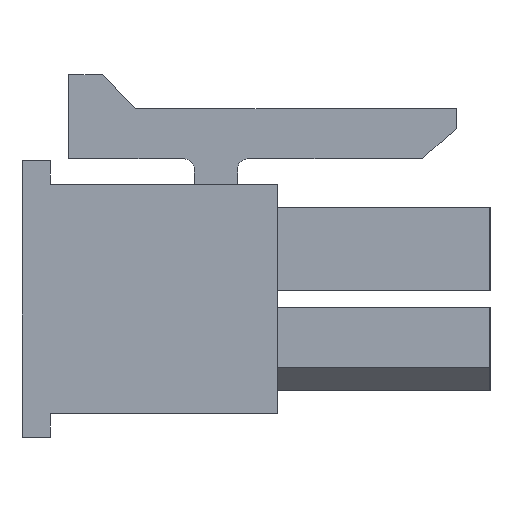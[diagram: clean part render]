
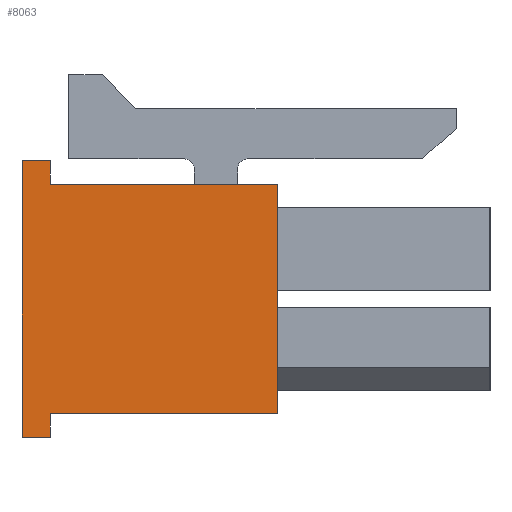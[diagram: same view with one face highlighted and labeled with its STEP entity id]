
A CAD part, left-side view. The second image highlights one B-rep face of the part: STEP entity #8063.
In plain terms, the highlighted planar face has unit normal (-1, 0, 0).
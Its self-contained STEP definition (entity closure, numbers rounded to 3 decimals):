
#7100=CARTESIAN_POINT('',(-4.93,-4.,1.93));
#7101=VERTEX_POINT('',#7100);
#7150=CARTESIAN_POINT('',(-4.93,2.8,1.93));
#7151=VERTEX_POINT('',#7150);
#7158=CARTESIAN_POINT('',(-4.93,2.8,1.93));
#7159=DIRECTION('',(0.,-1.,0.));
#7160=VECTOR('',#7159,6.8);
#7161=LINE('',#7158,#7160);
#7162=EDGE_CURVE('',#7151,#7101,#7161,.T.);
#7316=CARTESIAN_POINT('',(-4.93,3.65,-5.64));
#7317=VERTEX_POINT('',#7316);
#7324=CARTESIAN_POINT('',(-4.93,3.65,2.64));
#7325=VERTEX_POINT('',#7324);
#7326=CARTESIAN_POINT('',(-4.93,3.65,-5.64));
#7327=DIRECTION('',(0.,0.,1.));
#7328=VECTOR('',#7327,8.28);
#7329=LINE('',#7326,#7328);
#7330=EDGE_CURVE('',#7317,#7325,#7329,.T.);
#7998=CARTESIAN_POINT('',(-4.93,2.8,2.64));
#7999=VERTEX_POINT('',#7998);
#8000=CARTESIAN_POINT('',(-4.93,2.8,2.64));
#8001=DIRECTION('',(0.,0.,-1.));
#8002=VECTOR('',#8001,0.71);
#8003=LINE('',#8000,#8002);
#8004=EDGE_CURVE('',#7999,#7151,#8003,.T.);
#8017=CARTESIAN_POINT('',(-4.93,-0.175,-1.5));
#8018=DIRECTION('',(0.,0.,-1.));
#8019=DIRECTION('',(-1.,-0.,-0.));
#8020=AXIS2_PLACEMENT_3D('',#8017,#8019,#8018);
#8021=PLANE('',#8020);
#8022=CARTESIAN_POINT('',(-4.93,-4.,-4.93));
#8023=VERTEX_POINT('',#8022);
#8024=CARTESIAN_POINT('',(-4.93,-4.,-4.93));
#8025=DIRECTION('',(0.,0.,1.));
#8026=VECTOR('',#8025,6.86);
#8027=LINE('',#8024,#8026);
#8028=EDGE_CURVE('',#8023,#7101,#8027,.T.);
#8029=ORIENTED_EDGE('',*,*,#8028,.T.);
#8030=ORIENTED_EDGE('',*,*,#7162,.F.);
#8031=ORIENTED_EDGE('',*,*,#8004,.F.);
#8032=CARTESIAN_POINT('',(-4.93,2.8,2.64));
#8033=DIRECTION('',(0.,1.,0.));
#8034=VECTOR('',#8033,0.85);
#8035=LINE('',#8032,#8034);
#8036=EDGE_CURVE('',#7999,#7325,#8035,.T.);
#8037=ORIENTED_EDGE('',*,*,#8036,.T.);
#8038=ORIENTED_EDGE('',*,*,#7330,.F.);
#8039=CARTESIAN_POINT('',(-4.93,2.8,-5.64));
#8040=VERTEX_POINT('',#8039);
#8041=CARTESIAN_POINT('',(-4.93,3.65,-5.64));
#8042=DIRECTION('',(0.,-1.,0.));
#8043=VECTOR('',#8042,0.85);
#8044=LINE('',#8041,#8043);
#8045=EDGE_CURVE('',#7317,#8040,#8044,.T.);
#8046=ORIENTED_EDGE('',*,*,#8045,.T.);
#8047=CARTESIAN_POINT('',(-4.93,2.8,-4.93));
#8048=VERTEX_POINT('',#8047);
#8049=CARTESIAN_POINT('',(-4.93,2.8,-5.64));
#8050=DIRECTION('',(0.,0.,1.));
#8051=VECTOR('',#8050,0.71);
#8052=LINE('',#8049,#8051);
#8053=EDGE_CURVE('',#8040,#8048,#8052,.T.);
#8054=ORIENTED_EDGE('',*,*,#8053,.T.);
#8055=CARTESIAN_POINT('',(-4.93,2.8,-4.93));
#8056=DIRECTION('',(0.,-1.,0.));
#8057=VECTOR('',#8056,6.8);
#8058=LINE('',#8055,#8057);
#8059=EDGE_CURVE('',#8048,#8023,#8058,.T.);
#8060=ORIENTED_EDGE('',*,*,#8059,.T.);
#8061=EDGE_LOOP('',(#8029,#8030,#8031,#8037,#8038,#8046,#8054,#8060));
#8062=FACE_OUTER_BOUND('',#8061,.T.);
#8063=ADVANCED_FACE('',(#8062),#8021,.T.);
